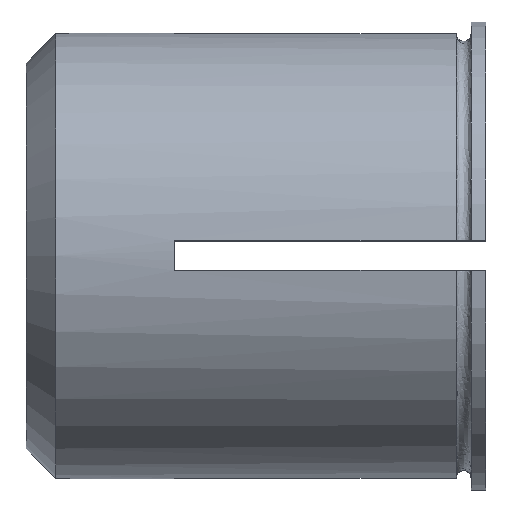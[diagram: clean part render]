
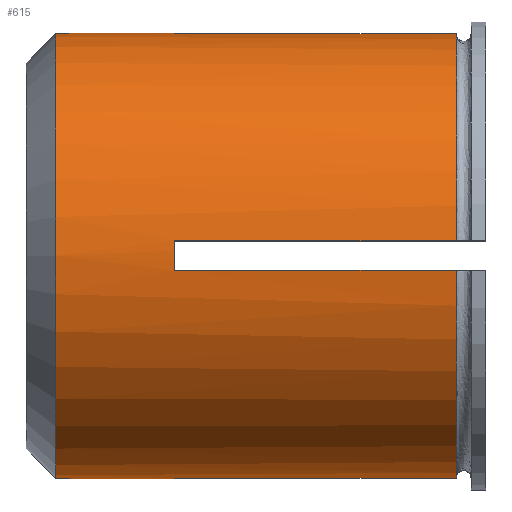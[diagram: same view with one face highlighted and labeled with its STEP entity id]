
A CAD part, top view. The second image highlights one B-rep face of the part: STEP entity #615.
In plain terms, the highlighted cylindrical face has radius 7.5 mm (diameter 15 mm), a partial arc.
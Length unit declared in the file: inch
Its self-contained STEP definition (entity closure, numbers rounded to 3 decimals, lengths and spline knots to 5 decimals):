
#57 = VERTEX_POINT ( 'NONE', #881 ) ;
#58 = CARTESIAN_POINT ( 'NONE',  ( -0.03051, 0.29462, 0.01969 ) ) ;
#61 = CARTESIAN_POINT ( 'NONE',  ( 0.19685, 0.01969, 0.29462 ) ) ;
#110 = DIRECTION ( 'NONE',  ( -1., 0., 0. ) ) ;
#112 = ORIENTED_EDGE ( 'NONE', *, *, #1339, .T. ) ;
#117 = CARTESIAN_POINT ( 'NONE',  ( 0.19685, -0.29528, 0. ) ) ;
#155 = CARTESIAN_POINT ( 'NONE',  ( 0.57087, 0.29462, 0.01969 ) ) ;
#173 = EDGE_CURVE ( 'NONE', #756, #579, #766, .T. ) ;
#178 = VERTEX_POINT ( 'NONE', #1564 ) ;
#191 = DIRECTION ( 'NONE',  ( 0., 0., -1. ) ) ;
#201 = DIRECTION ( 'NONE',  ( -1., 0., 0. ) ) ;
#216 = CARTESIAN_POINT ( 'NONE',  ( 0.19685, 0.29528, 0. ) ) ;
#239 = CARTESIAN_POINT ( 'NONE',  ( -0.03051, -0.29462, 0.01969 ) ) ;
#243 = FACE_OUTER_BOUND ( 'NONE', #1614, .T. ) ;
#251 = CIRCLE ( 'NONE', #1176, 0.29528 ) ;
#255 = VECTOR ( 'NONE', #588, 39.37008 ) ;
#259 = DIRECTION ( 'NONE',  ( 0., 0., -1. ) ) ;
#299 = ORIENTED_EDGE ( 'NONE', *, *, #936, .T. ) ;
#326 = CARTESIAN_POINT ( 'NONE',  ( 0.19685, 0., 0. ) ) ;
#332 = ORIENTED_EDGE ( 'NONE', *, *, #400, .T. ) ;
#337 = LINE ( 'NONE', #1505, #255 ) ;
#338 = EDGE_CURVE ( 'NONE', #57, #1681, #1164, .T. ) ;
#351 = CIRCLE ( 'NONE', #1273, 0.29528 ) ;
#357 = EDGE_CURVE ( 'NONE', #1681, #1450, #251, .T. ) ;
#370 = CYLINDRICAL_SURFACE ( 'NONE', #458, 0.29528 ) ;
#372 = VECTOR ( 'NONE', #515, 39.37008 ) ;
#374 = CIRCLE ( 'NONE', #1089, 0.29528 ) ;
#375 = CARTESIAN_POINT ( 'NONE',  ( 0.03937, 0., 0. ) ) ;
#379 = CARTESIAN_POINT ( 'NONE',  ( 0.57087, 0.01969, 0.29462 ) ) ;
#382 = LINE ( 'NONE', #938, #1097 ) ;
#388 = ORIENTED_EDGE ( 'NONE', *, *, #702, .T. ) ;
#399 = AXIS2_PLACEMENT_3D ( 'NONE', #768, #1686, #1034 ) ;
#400 = EDGE_CURVE ( 'NONE', #471, #527, #1266, .T. ) ;
#406 = VERTEX_POINT ( 'NONE', #155 ) ;
#410 = DIRECTION ( 'NONE',  ( -1., 0., 0. ) ) ;
#458 = AXIS2_PLACEMENT_3D ( 'NONE', #755, #1303, #1417 ) ;
#471 = VERTEX_POINT ( 'NONE', #1393 ) ;
#495 = ORIENTED_EDGE ( 'NONE', *, *, #338, .T. ) ;
#515 = DIRECTION ( 'NONE',  ( 1., 0., 0. ) ) ;
#518 = CIRCLE ( 'NONE', #1244, 0.29528 ) ;
#527 = VERTEX_POINT ( 'NONE', #61 ) ;
#534 = EDGE_CURVE ( 'NONE', #1450, #471, #337, .T. ) ;
#539 = CIRCLE ( 'NONE', #399, 0.29528 ) ;
#554 = ORIENTED_EDGE ( 'NONE', *, *, #357, .T. ) ;
#579 = VERTEX_POINT ( 'NONE', #117 ) ;
#588 = DIRECTION ( 'NONE',  ( -1., 0., 0. ) ) ;
#593 = ORIENTED_EDGE ( 'NONE', *, *, #906, .T. ) ;
#611 = ORIENTED_EDGE ( 'NONE', *, *, #971, .T. ) ;
#615 = ADVANCED_FACE ( 'NONE', ( #243 ), #370, .T. ) ;
#621 = VERTEX_POINT ( 'NONE', #379 ) ;
#645 = DIRECTION ( 'NONE',  ( -1., 0., 0. ) ) ;
#688 = CARTESIAN_POINT ( 'NONE',  ( 0.03937, -0.29528, 0. ) ) ;
#702 = EDGE_CURVE ( 'NONE', #621, #406, #539, .T. ) ;
#712 = LINE ( 'NONE', #58, #820 ) ;
#755 = CARTESIAN_POINT ( 'NONE',  ( -0.03051, 0., 0. ) ) ;
#756 = VERTEX_POINT ( 'NONE', #688 ) ;
#766 = LINE ( 'NONE', #1556, #372 ) ;
#768 = CARTESIAN_POINT ( 'NONE',  ( 0.57087, 0., 0. ) ) ;
#771 = CARTESIAN_POINT ( 'NONE',  ( 0.57087, 0., 0. ) ) ;
#808 = EDGE_CURVE ( 'NONE', #579, #57, #374, .T. ) ;
#820 = VECTOR ( 'NONE', #1240, 39.37008 ) ;
#837 = DIRECTION ( 'NONE',  ( 1., 0., 0. ) ) ;
#881 = CARTESIAN_POINT ( 'NONE',  ( 0.19685, -0.29462, 0.01969 ) ) ;
#902 = DIRECTION ( 'NONE',  ( 0., 0., -1. ) ) ;
#906 = EDGE_CURVE ( 'NONE', #527, #621, #1250, .T. ) ;
#920 = VECTOR ( 'NONE', #1570, 39.37008 ) ;
#936 = EDGE_CURVE ( 'NONE', #178, #1566, #518, .T. ) ;
#938 = CARTESIAN_POINT ( 'NONE',  ( -0.03051, 0.29528, 0. ) ) ;
#971 = EDGE_CURVE ( 'NONE', #1170, #756, #351, .T. ) ;
#1034 = DIRECTION ( 'NONE',  ( 0., 0., -1. ) ) ;
#1077 = CARTESIAN_POINT ( 'NONE',  ( 0.57087, -0.01969, 0.29462 ) ) ;
#1089 = AXIS2_PLACEMENT_3D ( 'NONE', #1364, #1573, #259 ) ;
#1096 = VECTOR ( 'NONE', #837, 39.37008 ) ;
#1097 = VECTOR ( 'NONE', #110, 39.37008 ) ;
#1164 = LINE ( 'NONE', #239, #920 ) ;
#1170 = VERTEX_POINT ( 'NONE', #1634 ) ;
#1171 = DIRECTION ( 'NONE',  ( 0., 0., -1. ) ) ;
#1176 = AXIS2_PLACEMENT_3D ( 'NONE', #771, #645, #1171 ) ;
#1230 = CARTESIAN_POINT ( 'NONE',  ( 0.19685, 0., 0. ) ) ;
#1233 = EDGE_CURVE ( 'NONE', #406, #178, #712, .T. ) ;
#1240 = DIRECTION ( 'NONE',  ( -1., 0., 0. ) ) ;
#1244 = AXIS2_PLACEMENT_3D ( 'NONE', #326, #201, #191 ) ;
#1250 = LINE ( 'NONE', #1400, #1096 ) ;
#1266 = CIRCLE ( 'NONE', #1554, 0.29528 ) ;
#1273 = AXIS2_PLACEMENT_3D ( 'NONE', #375, #1278, #902 ) ;
#1278 = DIRECTION ( 'NONE',  ( 1., 0., 0. ) ) ;
#1303 = DIRECTION ( 'NONE',  ( 1., 0., 0. ) ) ;
#1339 = EDGE_CURVE ( 'NONE', #1566, #1170, #382, .T. ) ;
#1360 = ORIENTED_EDGE ( 'NONE', *, *, #1233, .T. ) ;
#1364 = CARTESIAN_POINT ( 'NONE',  ( 0.19685, 0., 0. ) ) ;
#1372 = ORIENTED_EDGE ( 'NONE', *, *, #173, .T. ) ;
#1393 = CARTESIAN_POINT ( 'NONE',  ( 0.19685, -0.01969, 0.29462 ) ) ;
#1400 = CARTESIAN_POINT ( 'NONE',  ( -0.03051, 0.01969, 0.29462 ) ) ;
#1417 = DIRECTION ( 'NONE',  ( 0., 0., -1. ) ) ;
#1450 = VERTEX_POINT ( 'NONE', #1077 ) ;
#1459 = DIRECTION ( 'NONE',  ( 0., 0., -1. ) ) ;
#1487 = ORIENTED_EDGE ( 'NONE', *, *, #808, .T. ) ;
#1505 = CARTESIAN_POINT ( 'NONE',  ( -0.03051, -0.01969, 0.29462 ) ) ;
#1554 = AXIS2_PLACEMENT_3D ( 'NONE', #1230, #410, #1459 ) ;
#1556 = CARTESIAN_POINT ( 'NONE',  ( -0.03051, -0.29528, 0. ) ) ;
#1564 = CARTESIAN_POINT ( 'NONE',  ( 0.19685, 0.29462, 0.01969 ) ) ;
#1566 = VERTEX_POINT ( 'NONE', #216 ) ;
#1570 = DIRECTION ( 'NONE',  ( 1., 0., 0. ) ) ;
#1573 = DIRECTION ( 'NONE',  ( -1., 0., 0. ) ) ;
#1599 = CARTESIAN_POINT ( 'NONE',  ( 0.57087, -0.29462, 0.01969 ) ) ;
#1614 = EDGE_LOOP ( 'NONE', ( #1696, #332, #593, #388, #1360, #299, #112, #611, #1372, #1487, #495, #554 ) ) ;
#1634 = CARTESIAN_POINT ( 'NONE',  ( 0.03937, 0.29528, 0. ) ) ;
#1681 = VERTEX_POINT ( 'NONE', #1599 ) ;
#1686 = DIRECTION ( 'NONE',  ( -1., 0., 0. ) ) ;
#1696 = ORIENTED_EDGE ( 'NONE', *, *, #534, .T. ) ;
